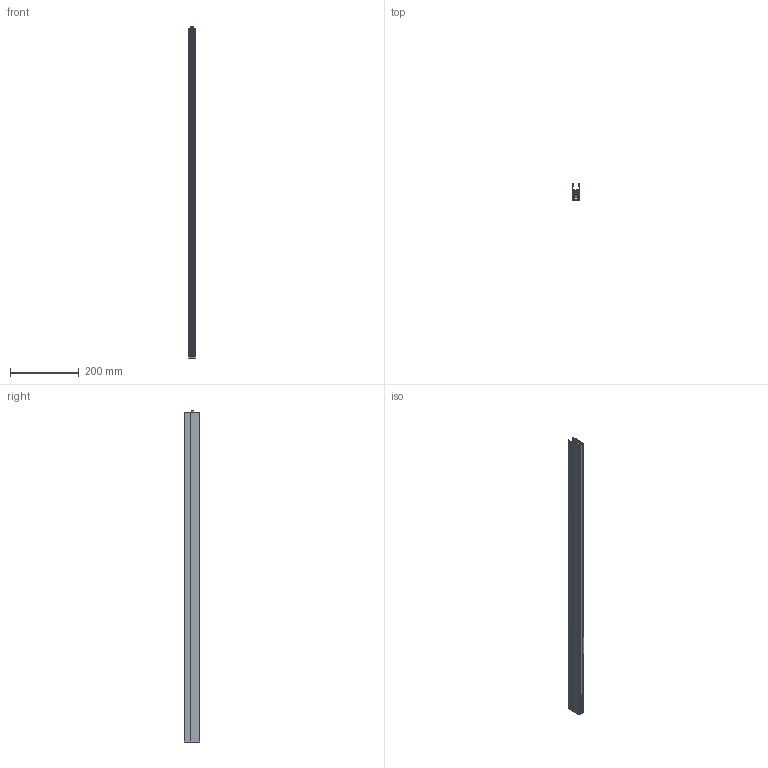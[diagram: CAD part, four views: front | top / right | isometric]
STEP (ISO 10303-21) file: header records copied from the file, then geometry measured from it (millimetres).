
FILE_DESCRIPTION (( 'STEP AP203' ), '1' );
FILE_NAME ('KG F16s 959.STEP', '2025-03-07T15:51:09', ( '' ), ( '' ), 'SwSTEP 2.0', 'SolidWorks 2023', '' );
FILE_SCHEMA (( 'CONFIG_CONTROL_DESIGN' ));
Length unit declared in the file: millimetre
Products named in the file (5): Betätigungsteil_1; Schutzprofil KG_F16_959; Aussengehäuse_13; Innengeometrie_13; KG F16s 959
Assembly tree (4 placements, depth 2):
  KG F16s 959
    Betätigungsteil_1
    Aussengehäuse_13
    Innengeometrie_13
    Schutzprofil KG_F16_959
Bounding box: 20.26 x 46 x 967.52 mm (x, y, z)
Volume: 304775.8 mm3; surface area: 498966.3 mm2
Topology: 21 solids, 21 shells, 731 faces, 2061 edges, 1374 vertices
Faces by surface type: plane 359, bspline 301, cylinder 71
Entity records: 38358 total; most frequent: CARTESIAN_POINT 20770, ORIENTED_EDGE 4122, DIRECTION 2458, EDGE_CURVE 2061, VERTEX_POINT 1374, LINE 1314, VECTOR 1314, EDGE_LOOP 813
